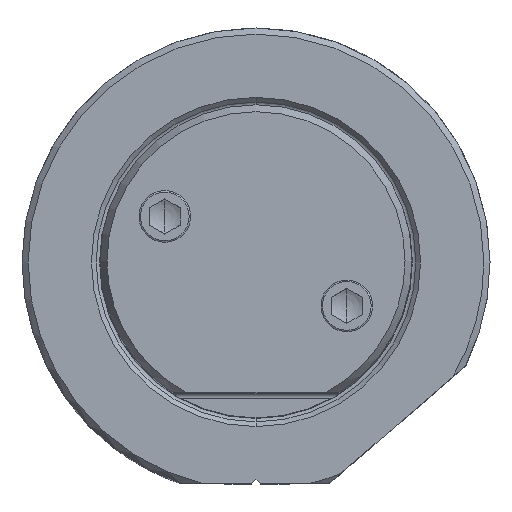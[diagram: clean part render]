
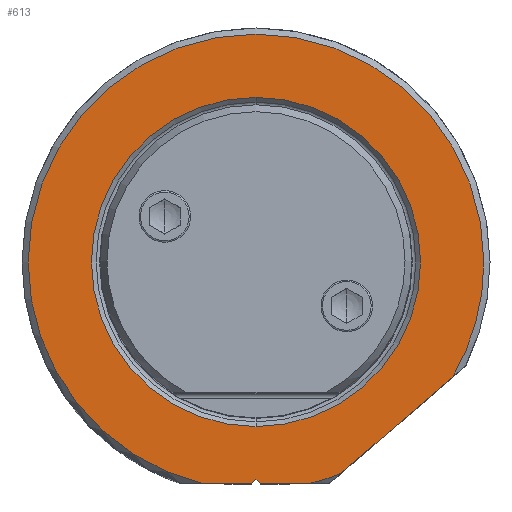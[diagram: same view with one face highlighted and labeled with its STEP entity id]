
A CAD part, top view. The second image highlights one B-rep face of the part: STEP entity #613.
In plain terms, the highlighted planar face has unit normal (0, 0, 1).
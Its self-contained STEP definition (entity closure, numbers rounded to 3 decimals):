
#193=PLANE('',#5619);
#613=ADVANCED_FACE('',(#915,#916),#193,.T.);
#915=FACE_BOUND('',#1035,.T.);
#916=FACE_BOUND('',#1036,.T.);
#1035=EDGE_LOOP('',(#2761,#2762,#2763,#2764,#2765,#2766,#2767,#2768,#2769));
#1036=EDGE_LOOP('',(#2770,#2771));
#1323=CIRCLE('',#5613,18.55);
#1324=CIRCLE('',#5614,18.55);
#1325=CIRCLE('',#5615,18.55);
#1326=CIRCLE('',#5616,18.55);
#1327=CIRCLE('',#5617,13.4);
#1328=CIRCLE('',#5618,13.4);
#1647=LINE('',#11614,#1949);
#1649=LINE('',#11628,#1951);
#1651=LINE('',#11632,#1953);
#1653=LINE('',#11636,#1955);
#1655=LINE('',#11645,#1957);
#1949=VECTOR('',#6536,1.);
#1951=VECTOR('',#6540,1.);
#1953=VECTOR('',#6544,1.);
#1955=VECTOR('',#6548,1.);
#1957=VECTOR('',#6552,1.);
#2761=ORIENTED_EDGE('',*,*,#4615,.T.);
#2762=ORIENTED_EDGE('',*,*,#4603,.T.);
#2763=ORIENTED_EDGE('',*,*,#4616,.T.);
#2764=ORIENTED_EDGE('',*,*,#4617,.T.);
#2765=ORIENTED_EDGE('',*,*,#4618,.T.);
#2766=ORIENTED_EDGE('',*,*,#4614,.F.);
#2767=ORIENTED_EDGE('',*,*,#4611,.T.);
#2768=ORIENTED_EDGE('',*,*,#4609,.T.);
#2769=ORIENTED_EDGE('',*,*,#4607,.F.);
#2770=ORIENTED_EDGE('',*,*,#4619,.T.);
#2771=ORIENTED_EDGE('',*,*,#4620,.T.);
#3977=VERTEX_POINT('',#11613);
#3978=VERTEX_POINT('',#11615);
#3980=VERTEX_POINT('',#11627);
#3981=VERTEX_POINT('',#11629);
#3982=VERTEX_POINT('',#11633);
#3983=VERTEX_POINT('',#11637);
#3984=VERTEX_POINT('',#11644);
#3985=VERTEX_POINT('',#11649);
#3986=VERTEX_POINT('',#11651);
#3987=VERTEX_POINT('',#11654);
#3988=VERTEX_POINT('',#11655);
#4603=EDGE_CURVE('',#3978,#3977,#1647,.T.);
#4607=EDGE_CURVE('',#3980,#3981,#1649,.T.);
#4609=EDGE_CURVE('',#3982,#3981,#1651,.T.);
#4611=EDGE_CURVE('',#3983,#3982,#1653,.T.);
#4614=EDGE_CURVE('',#3983,#3984,#1655,.T.);
#4615=EDGE_CURVE('',#3980,#3978,#1323,.T.);
#4616=EDGE_CURVE('',#3977,#3985,#1324,.T.);
#4617=EDGE_CURVE('',#3985,#3986,#1325,.T.);
#4618=EDGE_CURVE('',#3986,#3984,#1326,.T.);
#4619=EDGE_CURVE('',#3987,#3988,#1327,.T.);
#4620=EDGE_CURVE('',#3988,#3987,#1328,.T.);
#5613=AXIS2_PLACEMENT_3D('',#11647,#6555,#6556);
#5614=AXIS2_PLACEMENT_3D('',#11648,#6557,#6558);
#5615=AXIS2_PLACEMENT_3D('',#11650,#6559,#6560);
#5616=AXIS2_PLACEMENT_3D('',#11652,#6561,#6562);
#5617=AXIS2_PLACEMENT_3D('',#11653,#6563,#6564);
#5618=AXIS2_PLACEMENT_3D('',#11656,#6565,#6566);
#5619=AXIS2_PLACEMENT_3D('',#11657,#6567,#6568);
#6536=DIRECTION('',(0.758,0.653,0.));
#6540=DIRECTION('',(-1.,0.,0.));
#6544=DIRECTION('',(0.707,-0.707,0.));
#6548=DIRECTION('',(0.707,0.707,0.));
#6552=DIRECTION('',(-1.,0.,0.));
#6555=DIRECTION('',(0.,0.,1.));
#6556=DIRECTION('',(0.231,-0.973,0.));
#6557=DIRECTION('',(0.,0.,1.));
#6558=DIRECTION('',(0.863,-0.506,0.));
#6559=DIRECTION('',(0.,0.,1.));
#6560=DIRECTION('',(1.,0.,0.));
#6561=DIRECTION('',(0.,0.,1.));
#6562=DIRECTION('',(-1.,0.,0.));
#6563=DIRECTION('',(0.,0.,-1.));
#6564=DIRECTION('',(0.,1.,0.));
#6565=DIRECTION('',(0.,0.,-1.));
#6566=DIRECTION('',(0.,-1.,0.));
#6567=DIRECTION('',(0.,0.,1.));
#6568=DIRECTION('',(0.,1.,0.));
#11613=CARTESIAN_POINT('',(16.004,-9.379,0.));
#11614=CARTESIAN_POINT('',(6.898,-17.22,0.));
#11615=CARTESIAN_POINT('',(6.898,-17.22,0.));
#11627=CARTESIAN_POINT('',(4.278,-18.05,0.));
#11628=CARTESIAN_POINT('',(4.278,-18.05,0.));
#11629=CARTESIAN_POINT('',(0.354,-18.05,0.));
#11632=CARTESIAN_POINT('',(0.,-17.696,0.));
#11633=CARTESIAN_POINT('',(0.,-17.696,0.));
#11636=CARTESIAN_POINT('',(-0.354,-18.05,0.));
#11637=CARTESIAN_POINT('',(-0.354,-18.05,0.));
#11644=CARTESIAN_POINT('',(-4.278,-18.05,0.));
#11645=CARTESIAN_POINT('',(-3.222,-18.05,0.));
#11647=CARTESIAN_POINT('',(0.,0.,0.));
#11648=CARTESIAN_POINT('',(0.,0.,0.));
#11649=CARTESIAN_POINT('',(18.55,0.,0.));
#11650=CARTESIAN_POINT('',(0.,0.,0.));
#11651=CARTESIAN_POINT('',(-18.55,0.,0.));
#11652=CARTESIAN_POINT('',(0.,0.,0.));
#11653=CARTESIAN_POINT('',(0.,0.,0.));
#11654=CARTESIAN_POINT('',(0.,13.4,0.));
#11655=CARTESIAN_POINT('',(0.,-13.4,0.));
#11656=CARTESIAN_POINT('',(0.,0.,0.));
#11657=CARTESIAN_POINT('',(0.,0.25,0.));
